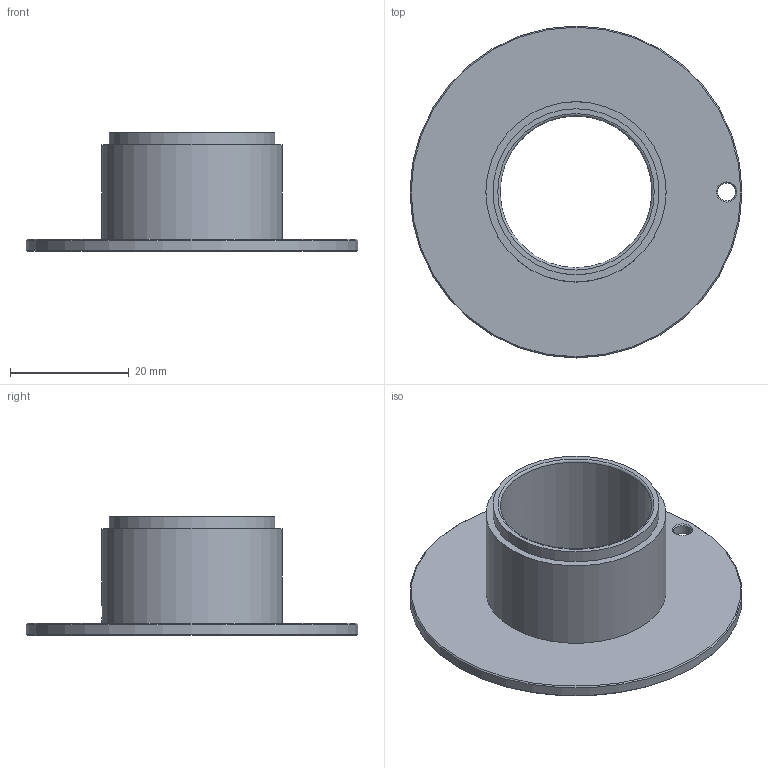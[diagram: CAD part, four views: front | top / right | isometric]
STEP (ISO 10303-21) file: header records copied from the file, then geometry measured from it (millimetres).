
FILE_DESCRIPTION(('FreeCAD Model'),'2;1');
FILE_NAME('ReelCore.step','2020-09-26T11:28:37',('Author'),(''), 'Open CASCADE STEP processor 7.3','FreeCAD','Unknown');
FILE_SCHEMA(('AUTOMOTIVE_DESIGN { 1 0 10303 214 1 1 1 1 }'));
Length unit declared in the file: millimetre
Products named in the file (1): ReelCore
Bounding box: 56 x 56 x 20 mm (x, y, z)
Volume: 7437.6 mm3; surface area: 7503.8 mm2
Topology: 1 solids, 1 shells, 16 faces, 30 edges, 18 vertices
Faces by surface type: cylinder 6, plane 4, cone 4, torus 2
Full cylindrical faces by diameter (mm): 2.5 x1, 3 x1, 25.6 x1, 28 x1, 30.4 x1, 56 x1
Entity records: 579 total; most frequent: CARTESIAN_POINT 211, DIRECTION 80, ORIENTED_EDGE 60, AXIS2_PLACEMENT_3D 35, EDGE_CURVE 30, FACE_BOUND 24, EDGE_LOOP 24, VERTEX_POINT 18
